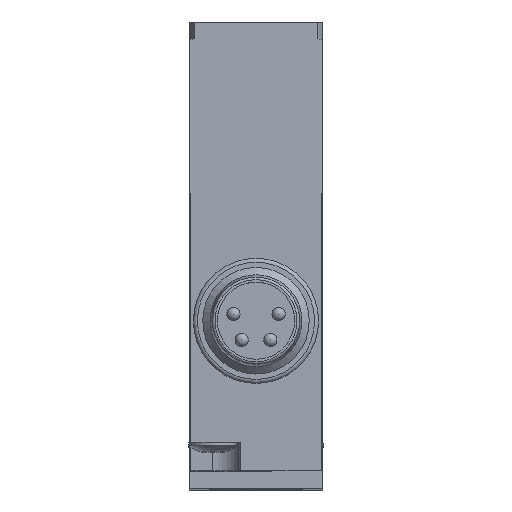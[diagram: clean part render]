
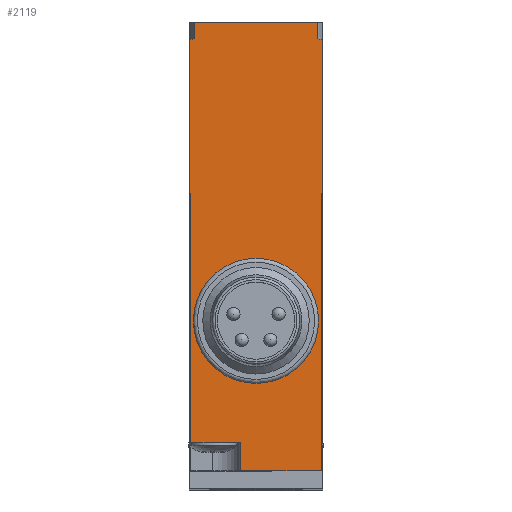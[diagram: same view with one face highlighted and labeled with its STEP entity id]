
A CAD part, top view. The second image highlights one B-rep face of the part: STEP entity #2119.
In plain terms, the highlighted face is planar.
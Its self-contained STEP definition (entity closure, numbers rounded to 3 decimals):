
#91=PLANE('',#2346);
#211=CIRCLE('',#2341,15.);
#213=CIRCLE('',#2343,15.);
#214=CIRCLE('',#2347,4.7);
#535=ORIENTED_EDGE('',*,*,#1016,.F.);
#536=ORIENTED_EDGE('',*,*,#1017,.F.);
#537=ORIENTED_EDGE('',*,*,#962,.F.);
#538=ORIENTED_EDGE('',*,*,#968,.F.);
#539=ORIENTED_EDGE('',*,*,#1018,.F.);
#540=ORIENTED_EDGE('',*,*,#1012,.T.);
#541=ORIENTED_EDGE('',*,*,#1001,.T.);
#542=ORIENTED_EDGE('',*,*,#1019,.T.);
#543=ORIENTED_EDGE('',*,*,#991,.F.);
#544=ORIENTED_EDGE('',*,*,#1020,.F.);
#545=ORIENTED_EDGE('',*,*,#1006,.T.);
#546=ORIENTED_EDGE('',*,*,#1010,.T.);
#547=ORIENTED_EDGE('',*,*,#1021,.F.);
#548=ORIENTED_EDGE('',*,*,#981,.F.);
#549=ORIENTED_EDGE('',*,*,#1022,.F.);
#962=EDGE_CURVE('',#1222,#1223,#1368,.T.);
#968=EDGE_CURVE('',#1228,#1222,#1373,.T.);
#981=EDGE_CURVE('',#1239,#1235,#1386,.T.);
#991=EDGE_CURVE('',#1249,#1246,#1393,.T.);
#1001=EDGE_CURVE('',#1259,#1258,#211,.T.);
#1006=EDGE_CURVE('',#1263,#1262,#213,.T.);
#1010=EDGE_CURVE('',#1262,#1265,#1404,.T.);
#1012=EDGE_CURVE('',#1266,#1259,#1406,.T.);
#1016=EDGE_CURVE('',#1268,#1239,#1410,.T.);
#1017=EDGE_CURVE('',#1223,#1268,#1411,.T.);
#1018=EDGE_CURVE('',#1266,#1228,#1412,.T.);
#1019=EDGE_CURVE('',#1258,#1246,#1413,.T.);
#1020=EDGE_CURVE('',#1263,#1249,#1414,.T.);
#1021=EDGE_CURVE('',#1235,#1265,#1415,.T.);
#1022=EDGE_CURVE('',#1269,#1269,#214,.T.);
#1222=VERTEX_POINT('',#3553);
#1223=VERTEX_POINT('',#3555);
#1228=VERTEX_POINT('',#3567);
#1235=VERTEX_POINT('',#3582);
#1239=VERTEX_POINT('',#3591);
#1246=VERTEX_POINT('',#3609);
#1249=VERTEX_POINT('',#3614);
#1258=VERTEX_POINT('',#3654);
#1259=VERTEX_POINT('',#3656);
#1262=VERTEX_POINT('',#3663);
#1263=VERTEX_POINT('',#3665);
#1265=VERTEX_POINT('',#3671);
#1266=VERTEX_POINT('',#3676);
#1268=VERTEX_POINT('',#3683);
#1269=VERTEX_POINT('',#3690);
#1368=LINE('',#3554,#1491);
#1373=LINE('',#3566,#1496);
#1386=LINE('',#3592,#1509);
#1393=LINE('',#3615,#1516);
#1404=LINE('',#3672,#1527);
#1406=LINE('',#3675,#1529);
#1410=LINE('',#3682,#1533);
#1411=LINE('',#3684,#1534);
#1412=LINE('',#3685,#1535);
#1413=LINE('',#3686,#1536);
#1414=LINE('',#3687,#1537);
#1415=LINE('',#3688,#1538);
#1491=VECTOR('',#2728,1000.);
#1496=VECTOR('',#2737,1000.);
#1509=VECTOR('',#2752,1000.);
#1516=VECTOR('',#2771,1000.);
#1527=VECTOR('',#2802,1000.);
#1529=VECTOR('',#2806,1000.);
#1533=VECTOR('',#2812,1000.);
#1534=VECTOR('',#2813,1000.);
#1535=VECTOR('',#2814,1000.);
#1536=VECTOR('',#2815,1000.);
#1537=VECTOR('',#2816,1000.);
#1538=VECTOR('',#2817,1000.);
#1673=EDGE_LOOP('',(#535,#536,#537,#538,#539,#540,#541,#542,#543,#544,#545,
#546,#547,#548));
#1674=EDGE_LOOP('',(#549));
#1881=FACE_BOUND('',#1673,.T.);
#1882=FACE_BOUND('',#1674,.T.);
#2119=ADVANCED_FACE('',(#1881,#1882),#91,.T.);
#2341=AXIS2_PLACEMENT_3D('',#3655,#2788,#2789);
#2343=AXIS2_PLACEMENT_3D('',#3664,#2795,#2796);
#2346=AXIS2_PLACEMENT_3D('',#3681,#2810,#2811);
#2347=AXIS2_PLACEMENT_3D('',#3689,#2818,#2819);
#2728=DIRECTION('',(0.,0.,1.));
#2737=DIRECTION('',(0.,-1.,0.));
#2752=DIRECTION('',(0.,1.,0.));
#2771=DIRECTION('',(0.,0.,-1.));
#2788=DIRECTION('',(1.,0.,0.));
#2789=DIRECTION('',(0.,0.,-1.));
#2795=DIRECTION('',(1.,0.,0.));
#2796=DIRECTION('',(0.,0.,-1.));
#2802=DIRECTION('',(0.,-1.,0.));
#2806=DIRECTION('',(0.,1.,0.));
#2810=DIRECTION('',(1.,0.,0.));
#2811=DIRECTION('',(0.,0.,-1.));
#2812=DIRECTION('',(0.,0.,1.));
#2813=DIRECTION('',(0.,1.,0.));
#2814=DIRECTION('',(0.,0.,1.));
#2815=DIRECTION('',(0.,1.,0.));
#2816=DIRECTION('',(0.,1.,0.));
#2817=DIRECTION('',(0.,0.,1.));
#2818=DIRECTION('',(1.,0.,0.));
#2819=DIRECTION('',(0.,0.,-1.));
#3553=CARTESIAN_POINT('',(28.5,1.3,-4.9));
#3554=CARTESIAN_POINT('',(28.5,1.3,-4.9));
#3555=CARTESIAN_POINT('',(28.5,1.3,1.15));
#3566=CARTESIAN_POINT('',(28.5,22.1,-4.9));
#3567=CARTESIAN_POINT('',(28.5,22.1,-4.9));
#3582=CARTESIAN_POINT('',(28.5,22.1,4.9));
#3591=CARTESIAN_POINT('',(28.5,3.4,4.9));
#3592=CARTESIAN_POINT('',(28.5,1.3,4.9));
#3609=CARTESIAN_POINT('',(28.5,35.,-4.65));
#3614=CARTESIAN_POINT('',(28.5,35.,4.65));
#3615=CARTESIAN_POINT('',(28.5,35.,4.65));
#3654=CARTESIAN_POINT('',(28.5,33.761,-4.65));
#3655=CARTESIAN_POINT('',(28.5,19.5,0.));
#3656=CARTESIAN_POINT('',(28.5,33.642,-5.));
#3663=CARTESIAN_POINT('',(28.5,33.642,5.));
#3664=CARTESIAN_POINT('',(28.5,19.5,0.));
#3665=CARTESIAN_POINT('',(28.5,33.761,4.65));
#3671=CARTESIAN_POINT('',(28.5,22.1,5.));
#3672=CARTESIAN_POINT('',(28.5,33.642,5.));
#3675=CARTESIAN_POINT('',(28.5,0.,-5.));
#3676=CARTESIAN_POINT('',(28.5,22.1,-5.));
#3681=CARTESIAN_POINT('',(28.5,19.5,0.));
#3682=CARTESIAN_POINT('',(28.5,3.4,0.));
#3683=CARTESIAN_POINT('',(28.5,3.4,1.15));
#3684=CARTESIAN_POINT('',(28.5,1.3,1.15));
#3685=CARTESIAN_POINT('',(28.5,22.1,0.));
#3686=CARTESIAN_POINT('',(28.5,30.,-4.65));
#3687=CARTESIAN_POINT('',(28.5,30.,4.65));
#3688=CARTESIAN_POINT('',(28.5,22.1,4.9));
#3689=CARTESIAN_POINT('',(28.5,12.55,0.));
#3690=CARTESIAN_POINT('',(28.5,12.55,-4.7));
